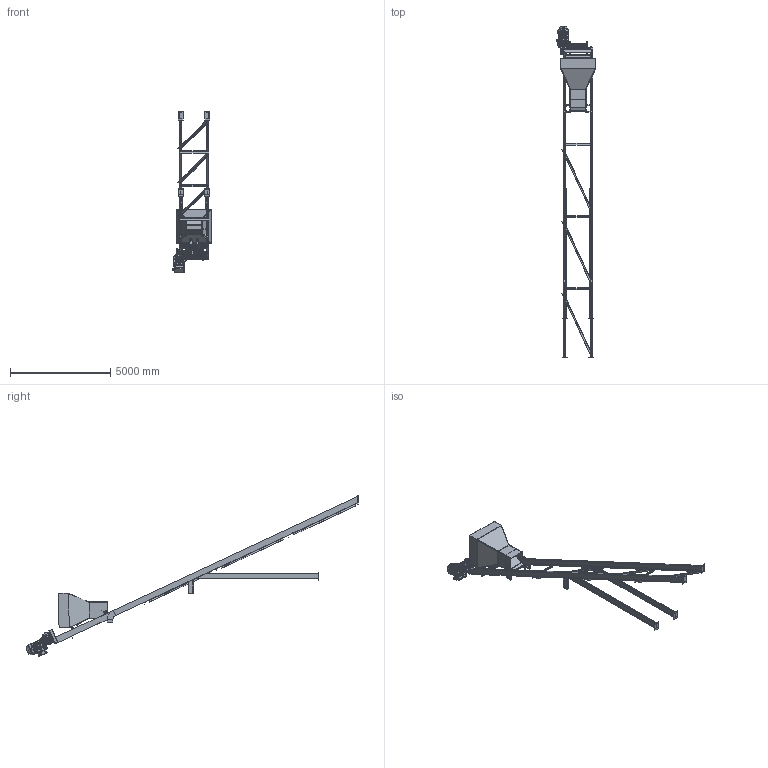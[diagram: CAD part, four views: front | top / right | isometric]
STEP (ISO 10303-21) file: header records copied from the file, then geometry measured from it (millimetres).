
FILE_DESCRIPTION(('FreeCAD Model'),'2;1');
FILE_NAME('Open CASCADE Shape Model','2025-05-08T06:14:09',('FreeCAD'),( 'FreeCAD'),'Open CASCADE STEP processor 7.6','FreeCAD','Unknown');
FILE_SCHEMA(('AUTOMOTIVE_DESIGN { 1 0 10303 214 1 1 1 1 }'));
Products named in the file (1): Open CASCADE STEP translator 7.6 1
Bounding box: 1934.05 x 16528.48 x 8029.46 mm (x, y, z)
Volume: 858128088.4 mm3; surface area: 101522428.7 mm2
Topology: 103 solids, 112 shells, 4571 faces, 11593 edges, 7399 vertices
Faces by surface type: bspline 4571
Entity records: 142636 total; most frequent: CARTESIAN_POINT 75911, ORIENTED_EDGE 23082, EDGE_CURVE 11541, VERTEX_POINT 7395, B_SPLINE_CURVE_WITH_KNOTS 7277, FACE_BOUND 5138, EDGE_LOOP 5138, ADVANCED_FACE 4570
